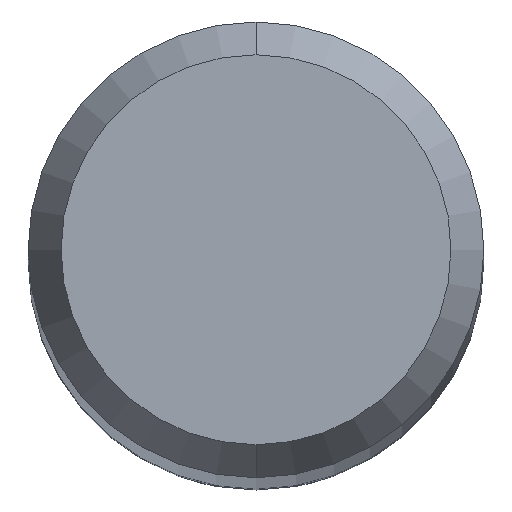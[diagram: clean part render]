
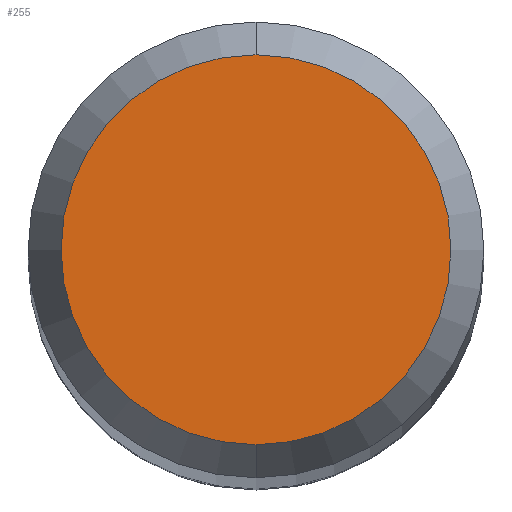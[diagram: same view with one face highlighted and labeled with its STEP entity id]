
A CAD part, top view. The second image highlights one B-rep face of the part: STEP entity #255.
In plain terms, the highlighted planar face has unit normal (0, 0, 1).
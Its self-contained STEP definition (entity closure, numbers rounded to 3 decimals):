
#243=EDGE_CURVE('',#337,#271,#505,.T.);
#255=ADVANCED_FACE('',(#519),#520,.T.);
#271=VERTEX_POINT('',#538);
#337=VERTEX_POINT('',#611);
#349=EDGE_CURVE('',#271,#337,#623,.T.);
#505=CIRCLE('',#866,1.358);
#519=FACE_OUTER_BOUND('',#884,.T.);
#520=PLANE('',#885);
#538=CARTESIAN_POINT('',(0.0,1.358,0.));
#611=CARTESIAN_POINT('',(0.,-1.358,0.));
#623=CIRCLE('',#1107,1.358);
#866=AXIS2_PLACEMENT_3D('',#1320,#1321,#1322);
#884=EDGE_LOOP('',(#1346,#1347));
#885=AXIS2_PLACEMENT_3D('',#1348,#1349,#1350);
#1107=AXIS2_PLACEMENT_3D('',#1462,#1463,#1464);
#1320=CARTESIAN_POINT('',(0.0,0.0,0.));
#1321=DIRECTION('',(0.0,0.0,-1.0));
#1322=DIRECTION('',(0.0,1.0,0.0));
#1346=ORIENTED_EDGE('',*,*,#349,.F.);
#1347=ORIENTED_EDGE('',*,*,#243,.F.);
#1348=CARTESIAN_POINT('',(0.0,0.679,0.));
#1349=DIRECTION('',(-0.0,0.0,1.0));
#1350=DIRECTION('',(0.0,-1.0,0.0));
#1462=CARTESIAN_POINT('',(0.0,0.0,0.));
#1463=DIRECTION('',(0.0,0.0,-1.0));
#1464=DIRECTION('',(0.0,1.0,0.0));
